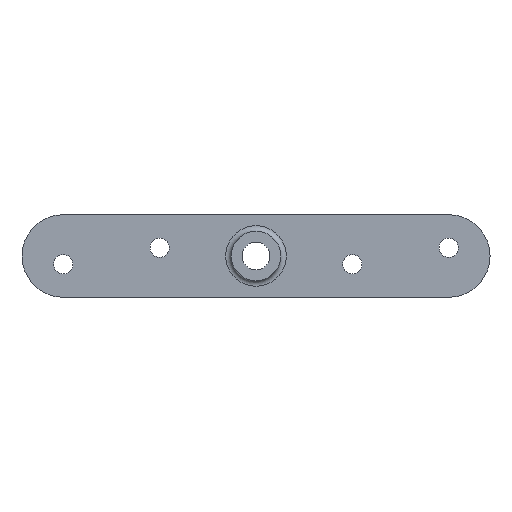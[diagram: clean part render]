
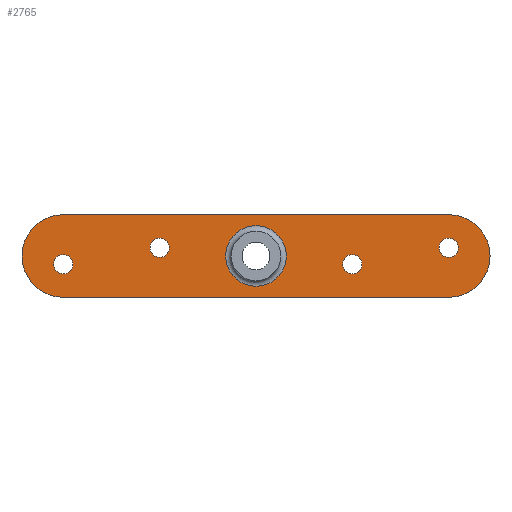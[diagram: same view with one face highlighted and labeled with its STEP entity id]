
A CAD part, top view. The second image highlights one B-rep face of the part: STEP entity #2765.
In plain terms, the highlighted planar face has unit normal (0, 0, 1).
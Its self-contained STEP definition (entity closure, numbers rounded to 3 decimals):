
#69=CIRCLE('',#2936,11.);
#71=CIRCLE('',#2940,15.);
#72=CIRCLE('',#2941,15.);
#73=CIRCLE('',#2942,3.5);
#74=CIRCLE('',#2943,3.5);
#75=CIRCLE('',#2944,3.5);
#76=CIRCLE('',#2945,3.5);
#77=CIRCLE('',#2946,3.5);
#78=CIRCLE('',#2947,3.5);
#79=CIRCLE('',#2948,3.5);
#80=CIRCLE('',#2949,3.5);
#105=FACE_BOUND('',#450,.T.);
#106=FACE_BOUND('',#451,.T.);
#107=FACE_BOUND('',#452,.T.);
#108=FACE_BOUND('',#453,.T.);
#109=FACE_BOUND('',#454,.T.);
#278=FACE_OUTER_BOUND('',#449,.T.);
#449=EDGE_LOOP('',(#2469,#2470,#2471,#2472));
#450=EDGE_LOOP('',(#2473,#2474));
#451=EDGE_LOOP('',(#2475,#2476));
#452=EDGE_LOOP('',(#2477,#2478));
#453=EDGE_LOOP('',(#2479,#2480));
#454=EDGE_LOOP('',(#2481));
#800=LINE('',#4754,#1084);
#801=LINE('',#4757,#1085);
#1084=VECTOR('',#3526,10.);
#1085=VECTOR('',#3529,10.);
#1341=VERTEX_POINT('',#4742);
#1343=VERTEX_POINT('',#4750);
#1344=VERTEX_POINT('',#4751);
#1345=VERTEX_POINT('',#4753);
#1346=VERTEX_POINT('',#4755);
#1347=VERTEX_POINT('',#4758);
#1348=VERTEX_POINT('',#4759);
#1349=VERTEX_POINT('',#4762);
#1350=VERTEX_POINT('',#4763);
#1351=VERTEX_POINT('',#4766);
#1352=VERTEX_POINT('',#4767);
#1353=VERTEX_POINT('',#4770);
#1354=VERTEX_POINT('',#4771);
#1722=EDGE_CURVE('',#1341,#1341,#69,.T.);
#1725=EDGE_CURVE('',#1343,#1344,#71,.T.);
#1726=EDGE_CURVE('',#1345,#1343,#800,.T.);
#1727=EDGE_CURVE('',#1346,#1345,#72,.T.);
#1728=EDGE_CURVE('',#1344,#1346,#801,.T.);
#1729=EDGE_CURVE('',#1347,#1348,#73,.T.);
#1730=EDGE_CURVE('',#1348,#1347,#74,.T.);
#1731=EDGE_CURVE('',#1349,#1350,#75,.T.);
#1732=EDGE_CURVE('',#1350,#1349,#76,.T.);
#1733=EDGE_CURVE('',#1351,#1352,#77,.T.);
#1734=EDGE_CURVE('',#1352,#1351,#78,.T.);
#1735=EDGE_CURVE('',#1353,#1354,#79,.T.);
#1736=EDGE_CURVE('',#1354,#1353,#80,.T.);
#2469=ORIENTED_EDGE('',*,*,#1725,.F.);
#2470=ORIENTED_EDGE('',*,*,#1726,.F.);
#2471=ORIENTED_EDGE('',*,*,#1727,.F.);
#2472=ORIENTED_EDGE('',*,*,#1728,.F.);
#2473=ORIENTED_EDGE('',*,*,#1729,.T.);
#2474=ORIENTED_EDGE('',*,*,#1730,.T.);
#2475=ORIENTED_EDGE('',*,*,#1731,.T.);
#2476=ORIENTED_EDGE('',*,*,#1732,.T.);
#2477=ORIENTED_EDGE('',*,*,#1733,.T.);
#2478=ORIENTED_EDGE('',*,*,#1734,.T.);
#2479=ORIENTED_EDGE('',*,*,#1735,.T.);
#2480=ORIENTED_EDGE('',*,*,#1736,.T.);
#2481=ORIENTED_EDGE('',*,*,#1722,.F.);
#2623=PLANE('',#2939);
#2765=ADVANCED_FACE('',(#278,#105,#106,#107,#108,#109),#2623,.T.);
#2936=AXIS2_PLACEMENT_3D('',#4744,#3515,#3516);
#2939=AXIS2_PLACEMENT_3D('',#4749,#3522,#3523);
#2940=AXIS2_PLACEMENT_3D('',#4752,#3524,#3525);
#2941=AXIS2_PLACEMENT_3D('',#4756,#3527,#3528);
#2942=AXIS2_PLACEMENT_3D('',#4760,#3530,#3531);
#2943=AXIS2_PLACEMENT_3D('',#4761,#3532,#3533);
#2944=AXIS2_PLACEMENT_3D('',#4764,#3534,#3535);
#2945=AXIS2_PLACEMENT_3D('',#4765,#3536,#3537);
#2946=AXIS2_PLACEMENT_3D('',#4768,#3538,#3539);
#2947=AXIS2_PLACEMENT_3D('',#4769,#3540,#3541);
#2948=AXIS2_PLACEMENT_3D('',#4772,#3542,#3543);
#2949=AXIS2_PLACEMENT_3D('',#4773,#3544,#3545);
#3515=DIRECTION('center_axis',(0.,0.,1.));
#3516=DIRECTION('ref_axis',(-1.,0.,0.));
#3522=DIRECTION('center_axis',(0.,0.,1.));
#3523=DIRECTION('ref_axis',(1.,0.,0.));
#3524=DIRECTION('center_axis',(0.,0.,-1.));
#3525=DIRECTION('ref_axis',(0.,1.,0.));
#3526=DIRECTION('',(1.,0.,0.));
#3527=DIRECTION('center_axis',(0.,0.,-1.));
#3528=DIRECTION('ref_axis',(0.,-1.,0.));
#3529=DIRECTION('',(-1.,0.,0.));
#3530=DIRECTION('center_axis',(0.,0.,-1.));
#3531=DIRECTION('ref_axis',(1.,0.,0.));
#3532=DIRECTION('center_axis',(0.,0.,-1.));
#3533=DIRECTION('ref_axis',(1.,0.,0.));
#3534=DIRECTION('center_axis',(0.,0.,-1.));
#3535=DIRECTION('ref_axis',(1.,0.,0.));
#3536=DIRECTION('center_axis',(0.,0.,-1.));
#3537=DIRECTION('ref_axis',(1.,0.,0.));
#3538=DIRECTION('center_axis',(0.,0.,-1.));
#3539=DIRECTION('ref_axis',(1.,0.,0.));
#3540=DIRECTION('center_axis',(0.,0.,-1.));
#3541=DIRECTION('ref_axis',(1.,0.,0.));
#3542=DIRECTION('center_axis',(0.,0.,-1.));
#3543=DIRECTION('ref_axis',(1.,0.,0.));
#3544=DIRECTION('center_axis',(0.,0.,-1.));
#3545=DIRECTION('ref_axis',(1.,0.,0.));
#4742=CARTESIAN_POINT('',(-4.914,16.429,4.));
#4744=CARTESIAN_POINT('Origin',(-15.914,16.429,4.));
#4749=CARTESIAN_POINT('Origin',(-15.914,16.429,4.));
#4750=CARTESIAN_POINT('',(54.086,31.429,4.));
#4751=CARTESIAN_POINT('',(54.086,1.429,4.));
#4752=CARTESIAN_POINT('Origin',(54.086,16.429,4.));
#4753=CARTESIAN_POINT('',(-85.914,31.429,4.));
#4754=CARTESIAN_POINT('',(-85.914,31.429,4.));
#4755=CARTESIAN_POINT('',(-85.914,1.429,4.));
#4756=CARTESIAN_POINT('Origin',(-85.914,16.429,4.));
#4757=CARTESIAN_POINT('',(54.086,1.429,4.));
#4758=CARTESIAN_POINT('',(57.586,19.429,4.));
#4759=CARTESIAN_POINT('',(50.586,19.429,4.));
#4760=CARTESIAN_POINT('Origin',(54.086,19.429,4.));
#4761=CARTESIAN_POINT('Origin',(54.086,19.429,4.));
#4762=CARTESIAN_POINT('',(-47.414,19.429,4.));
#4763=CARTESIAN_POINT('',(-54.414,19.429,4.));
#4764=CARTESIAN_POINT('Origin',(-50.914,19.429,4.));
#4765=CARTESIAN_POINT('Origin',(-50.914,19.429,4.));
#4766=CARTESIAN_POINT('',(-82.414,13.429,4.));
#4767=CARTESIAN_POINT('',(-89.414,13.429,4.));
#4768=CARTESIAN_POINT('Origin',(-85.914,13.429,4.));
#4769=CARTESIAN_POINT('Origin',(-85.914,13.429,4.));
#4770=CARTESIAN_POINT('',(22.586,13.429,4.));
#4771=CARTESIAN_POINT('',(15.586,13.429,4.));
#4772=CARTESIAN_POINT('Origin',(19.086,13.429,4.));
#4773=CARTESIAN_POINT('Origin',(19.086,13.429,4.));
